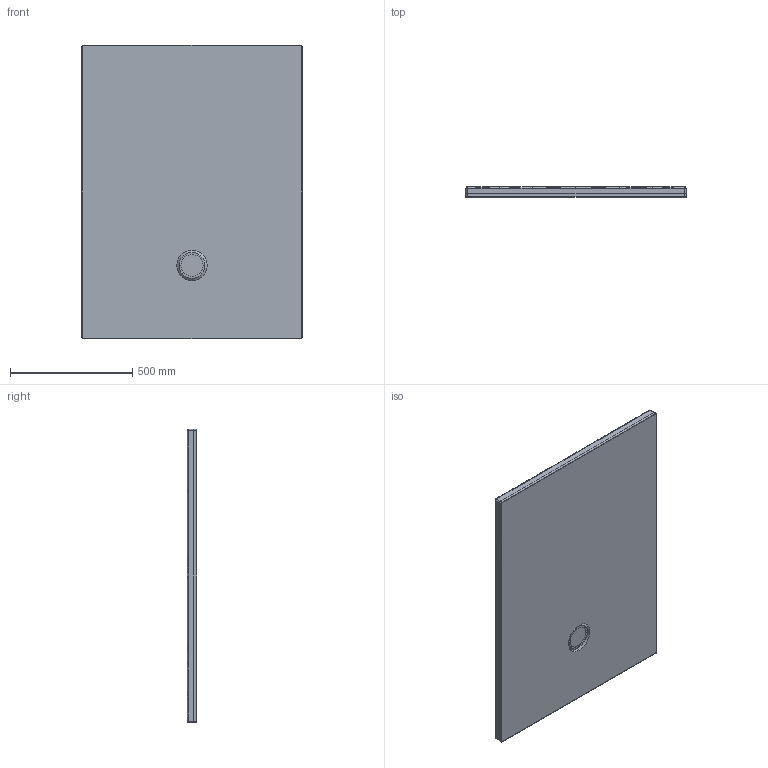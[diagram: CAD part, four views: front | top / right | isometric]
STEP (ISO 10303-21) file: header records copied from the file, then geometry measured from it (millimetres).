
FILE_DESCRIPTION((''),'2;1');
FILE_NAME('PLANEO120X90_22042019_ASM','2019-04-23T16:27:52',('grootj'),('Villeroy & Boch Wellness bv'),'CREO PARAMETRIC BY PTC INC, 2018020','CREO PARAMETRIC BY PTC INC, 2018020','');
FILE_SCHEMA(('CONFIG_CONTROL_DESIGN'));
Length unit declared in the file: millimetre
Products named in the file (4): COLMAR120X90_1-3_19072018; COVER-CLOSED07102016; PUR_PLANEO120X90_23042019; PLANEO120X90_22042019_ASM
Assembly tree (3 placements, depth 2):
  PLANEO120X90_22042019_ASM
    COLMAR120X90_1-3_19072018
    COVER-CLOSED07102016
    PUR_PLANEO120X90_23042019
Bounding box: 900 x 40 x 1200 mm (x, y, z)
Volume: 16042502.1 mm3; surface area: 4672409.9 mm2
Topology: 3 solids, 3 shells, 308 faces, 708 edges, 410 vertices
Faces by surface type: bspline 216, cylinder 40, plane 30, torus 18, cone 4
Entity records: 19616 total; most frequent: CARTESIAN_POINT 13969, ORIENTED_EDGE 1416, DIRECTION 734, EDGE_CURVE 708, VERTEX_POINT 410, B_SPLINE_CURVE_WITH_KNOTS 368, EDGE_LOOP 316, FACE_OUTER_BOUND 308
